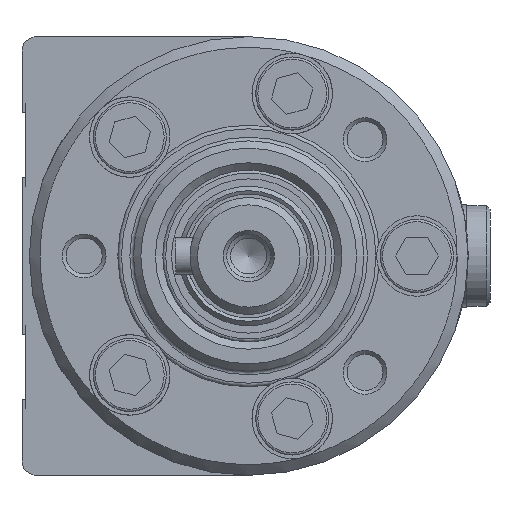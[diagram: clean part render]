
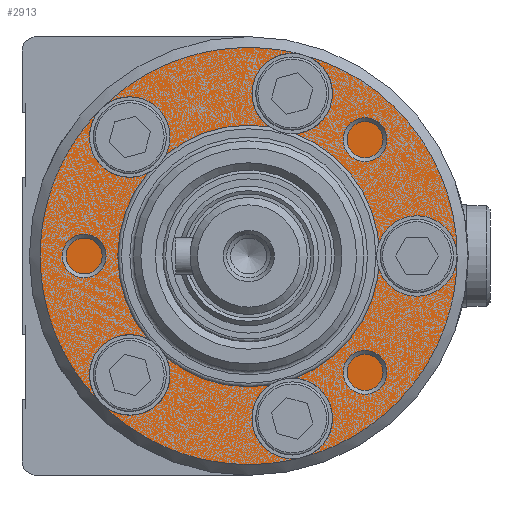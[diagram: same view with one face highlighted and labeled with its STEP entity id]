
A CAD part, left-side view. The second image highlights one B-rep face of the part: STEP entity #2913.
In plain terms, the highlighted planar face has unit normal (-1, 0, 0).
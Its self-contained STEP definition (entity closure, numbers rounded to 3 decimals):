
#160=PLANE('',#3278);
#1006=ORIENTED_EDGE('',*,*,#1514,.F.);
#1514=EDGE_CURVE('',#1818,#1818,#2013,.T.);
#1818=VERTEX_POINT('',#4885);
#2013=CIRCLE('',#3277,30.);
#2245=EDGE_LOOP('',(#1006));
#2577=FACE_BOUND('',#2245,.T.);
#2913=ADVANCED_FACE('',(#2577),#160,.F.);
#3277=AXIS2_PLACEMENT_3D('',#4884,#3925,#3926);
#3278=AXIS2_PLACEMENT_3D('',#4898,#3927,#3928);
#3925=DIRECTION('',(1.,0.,0.));
#3926=DIRECTION('',(0.,0.,-1.));
#3927=DIRECTION('',(1.,0.,0.));
#3928=DIRECTION('',(0.,0.,-1.));
#4884=CARTESIAN_POINT('',(0.,0.,0.));
#4885=CARTESIAN_POINT('',(0.,0.,-30.));
#4898=CARTESIAN_POINT('',(0.,0.,0.));
